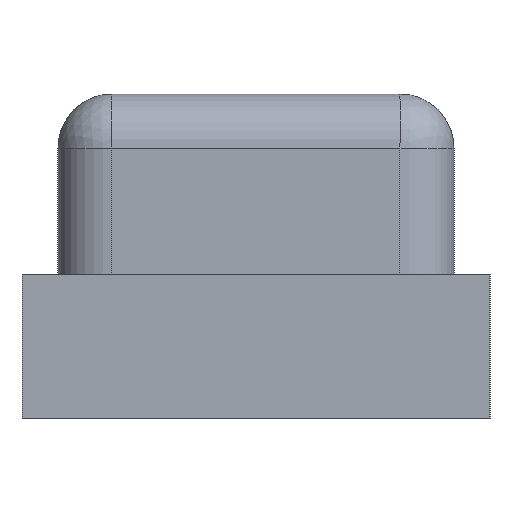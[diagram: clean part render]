
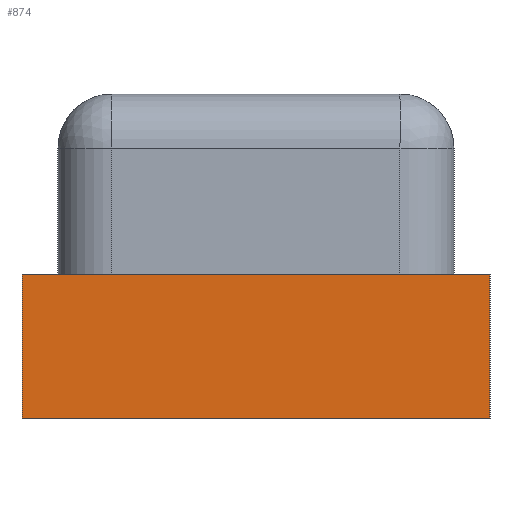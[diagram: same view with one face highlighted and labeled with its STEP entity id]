
A CAD part, left-side view. The second image highlights one B-rep face of the part: STEP entity #874.
In plain terms, the highlighted planar face has unit normal (-1, 0, 0).
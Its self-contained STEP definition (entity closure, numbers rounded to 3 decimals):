
#62=FACE_OUTER_BOUND('',#122,.T.);
#122=EDGE_LOOP('',(#601,#602,#603,#604));
#182=LINE('',#1298,#286);
#184=LINE('',#1302,#288);
#187=LINE('',#1307,#291);
#188=LINE('',#1309,#292);
#286=VECTOR('',#1037,10.);
#288=VECTOR('',#1041,10.);
#291=VECTOR('',#1046,10.);
#292=VECTOR('',#1049,10.);
#389=VERTEX_POINT('',#1295);
#390=VERTEX_POINT('',#1297);
#391=VERTEX_POINT('',#1301);
#392=VERTEX_POINT('',#1305);
#466=EDGE_CURVE('',#389,#390,#182,.T.);
#468=EDGE_CURVE('',#390,#391,#184,.T.);
#471=EDGE_CURVE('',#389,#392,#187,.T.);
#472=EDGE_CURVE('',#391,#392,#188,.T.);
#601=ORIENTED_EDGE('',*,*,#466,.F.);
#602=ORIENTED_EDGE('',*,*,#471,.T.);
#603=ORIENTED_EDGE('',*,*,#472,.F.);
#604=ORIENTED_EDGE('',*,*,#468,.F.);
#826=PLANE('',#955);
#874=ADVANCED_FACE('',(#62),#826,.T.);
#955=AXIS2_PLACEMENT_3D('',#1310,#1050,#1051);
#1037=DIRECTION('',(0.,1.,0.));
#1041=DIRECTION('',(0.,0.,1.));
#1046=DIRECTION('',(0.,0.,1.));
#1049=DIRECTION('',(0.,-1.,0.));
#1050=DIRECTION('center_axis',(-1.,0.,0.));
#1051=DIRECTION('ref_axis',(0.,-1.,0.));
#1295=CARTESIAN_POINT('',(-1.6,-0.65,0.));
#1297=CARTESIAN_POINT('',(-1.6,0.65,0.));
#1298=CARTESIAN_POINT('',(-1.6,-0.65,0.));
#1301=CARTESIAN_POINT('',(-1.6,0.65,0.4));
#1302=CARTESIAN_POINT('',(-1.6,0.65,0.));
#1305=CARTESIAN_POINT('',(-1.6,-0.65,0.4));
#1307=CARTESIAN_POINT('',(-1.6,-0.65,0.));
#1309=CARTESIAN_POINT('',(-1.6,-0.65,0.4));
#1310=CARTESIAN_POINT('Origin',(-1.6,0.65,0.));
